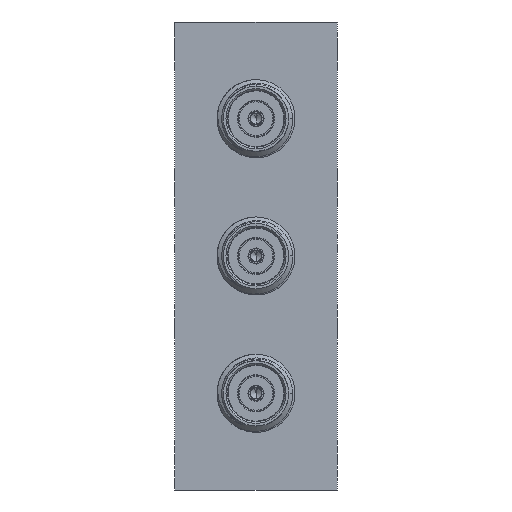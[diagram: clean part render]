
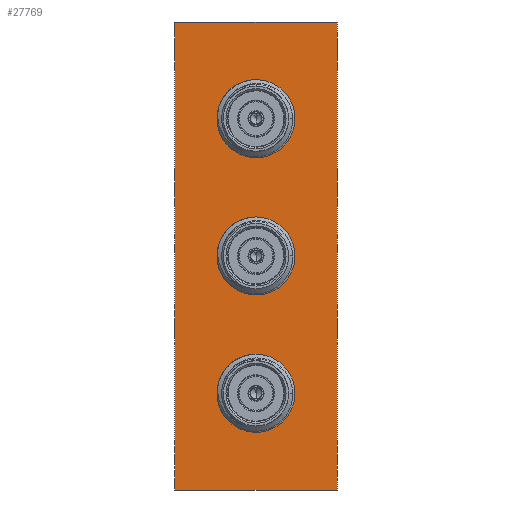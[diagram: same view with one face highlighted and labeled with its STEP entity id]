
A CAD part, front view. The second image highlights one B-rep face of the part: STEP entity #27769.
In plain terms, the highlighted planar face has unit normal (0, -1, 0).
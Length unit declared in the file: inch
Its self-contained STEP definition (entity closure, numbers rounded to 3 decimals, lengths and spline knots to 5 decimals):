
#55 = VERTEX_POINT ( 'NONE', #23340 ) ;
#812 = EDGE_CURVE ( 'NONE', #16041, #15252, #16585, .T. ) ;
#1646 = CIRCLE ( 'NONE', #12487, 0.1115 ) ;
#2052 = DIRECTION ( 'NONE',  ( -1., 0., 0. ) ) ;
#2217 = CARTESIAN_POINT ( 'NONE',  ( 0., -0.265, -0.75 ) ) ;
#2296 = PLANE ( 'NONE',  #19140 ) ;
#2462 = FACE_BOUND ( 'NONE', #22677, .T. ) ;
#2582 = CARTESIAN_POINT ( 'NONE',  ( 0., -0.265, 0.3285 ) ) ;
#2880 = VERTEX_POINT ( 'NONE', #12969 ) ;
#3083 = DIRECTION ( 'NONE',  ( 0., 0., -1. ) ) ;
#3188 = CARTESIAN_POINT ( 'NONE',  ( 0., -0.265, 0.44 ) ) ;
#3806 = CARTESIAN_POINT ( 'NONE',  ( -0.26, -0.265, 0. ) ) ;
#4039 = CIRCLE ( 'NONE', #8182, 0.1115 ) ;
#4164 = CARTESIAN_POINT ( 'NONE',  ( 0., -0.265, -0.44 ) ) ;
#4221 = VECTOR ( 'NONE', #2052, 39.37008 ) ;
#5475 = VERTEX_POINT ( 'NONE', #9958 ) ;
#5515 = CARTESIAN_POINT ( 'NONE',  ( 0., -0.265, -0.44 ) ) ;
#5517 = LINE ( 'NONE', #5668, #8272 ) ;
#5668 = CARTESIAN_POINT ( 'NONE',  ( 0.26, -0.265, 0. ) ) ;
#5978 = EDGE_CURVE ( 'NONE', #10630, #15671, #25052, .T. ) ;
#7325 = FACE_OUTER_BOUND ( 'NONE', #17250, .T. ) ;
#7365 = CARTESIAN_POINT ( 'NONE',  ( -0.26, -0.265, -0.75 ) ) ;
#7714 = VERTEX_POINT ( 'NONE', #9848 ) ;
#7721 = ORIENTED_EDGE ( 'NONE', *, *, #14689, .F. ) ;
#7785 = DIRECTION ( 'NONE',  ( 0., -1., 0. ) ) ;
#8041 = DIRECTION ( 'NONE',  ( 0., 0., -1. ) ) ;
#8182 = AXIS2_PLACEMENT_3D ( 'NONE', #4164, #23421, #16303 ) ;
#8190 = CARTESIAN_POINT ( 'NONE',  ( 0., -0.265, -0.5515 ) ) ;
#8272 = VECTOR ( 'NONE', #3083, 39.37008 ) ;
#8536 = EDGE_CURVE ( 'NONE', #5475, #29998, #1646, .T. ) ;
#8981 = DIRECTION ( 'NONE',  ( 0., 0., 1. ) ) ;
#9576 = DIRECTION ( 'NONE',  ( 1., 0., 0. ) ) ;
#9848 = CARTESIAN_POINT ( 'NONE',  ( -0.26, -0.265, 0.75 ) ) ;
#9896 = CARTESIAN_POINT ( 'NONE',  ( 0., -0.265, 0. ) ) ;
#9958 = CARTESIAN_POINT ( 'NONE',  ( 0., -0.265, -0.1115 ) ) ;
#10011 = EDGE_LOOP ( 'NONE', ( #10796, #7721 ) ) ;
#10029 = AXIS2_PLACEMENT_3D ( 'NONE', #5515, #7785, #15381 ) ;
#10630 = VERTEX_POINT ( 'NONE', #8190 ) ;
#10796 = ORIENTED_EDGE ( 'NONE', *, *, #5978, .F. ) ;
#10809 = VERTEX_POINT ( 'NONE', #7365 ) ;
#11387 = VECTOR ( 'NONE', #9576, 39.37008 ) ;
#11996 = CARTESIAN_POINT ( 'NONE',  ( 0., -0.265, 0.75 ) ) ;
#12276 = ORIENTED_EDGE ( 'NONE', *, *, #812, .F. ) ;
#12487 = AXIS2_PLACEMENT_3D ( 'NONE', #20012, #17446, #17922 ) ;
#12910 = ORIENTED_EDGE ( 'NONE', *, *, #26731, .F. ) ;
#12969 = CARTESIAN_POINT ( 'NONE',  ( 0.26, -0.265, 0.75 ) ) ;
#13316 = CARTESIAN_POINT ( 'NONE',  ( 0., -0.265, 0. ) ) ;
#13742 = EDGE_LOOP ( 'NONE', ( #16920, #12910 ) ) ;
#14024 = LINE ( 'NONE', #2217, #4221 ) ;
#14597 = FACE_BOUND ( 'NONE', #13742, .T. ) ;
#14689 = EDGE_CURVE ( 'NONE', #15671, #10630, #4039, .T. ) ;
#14741 = DIRECTION ( 'NONE',  ( 0., 0., -1. ) ) ;
#14908 = DIRECTION ( 'NONE',  ( 0., 0., 1. ) ) ;
#15046 = AXIS2_PLACEMENT_3D ( 'NONE', #3188, #17727, #8041 ) ;
#15146 = CARTESIAN_POINT ( 'NONE',  ( 0., -0.265, 0.1115 ) ) ;
#15252 = VERTEX_POINT ( 'NONE', #2582 ) ;
#15381 = DIRECTION ( 'NONE',  ( 0., 0., -1. ) ) ;
#15424 = DIRECTION ( 'NONE',  ( 0., -1., 0. ) ) ;
#15528 = AXIS2_PLACEMENT_3D ( 'NONE', #13316, #15424, #22851 ) ;
#15671 = VERTEX_POINT ( 'NONE', #18333 ) ;
#15778 = EDGE_CURVE ( 'NONE', #10809, #7714, #16579, .T. ) ;
#16041 = VERTEX_POINT ( 'NONE', #20259 ) ;
#16127 = CIRCLE ( 'NONE', #18678, 0.1115 ) ;
#16303 = DIRECTION ( 'NONE',  ( 0., 0., -1. ) ) ;
#16579 = LINE ( 'NONE', #3806, #28305 ) ;
#16585 = CIRCLE ( 'NONE', #15046, 0.1115 ) ;
#16920 = ORIENTED_EDGE ( 'NONE', *, *, #8536, .F. ) ;
#17166 = CARTESIAN_POINT ( 'NONE',  ( 0., -0.265, 0.44 ) ) ;
#17250 = EDGE_LOOP ( 'NONE', ( #18278, #18848, #27840, #24042 ) ) ;
#17446 = DIRECTION ( 'NONE',  ( 0., -1., 0. ) ) ;
#17727 = DIRECTION ( 'NONE',  ( 0., -1., 0. ) ) ;
#17922 = DIRECTION ( 'NONE',  ( 0., 0., -1. ) ) ;
#18278 = ORIENTED_EDGE ( 'NONE', *, *, #21959, .F. ) ;
#18333 = CARTESIAN_POINT ( 'NONE',  ( 0., -0.265, -0.3285 ) ) ;
#18678 = AXIS2_PLACEMENT_3D ( 'NONE', #17166, #29666, #14741 ) ;
#18848 = ORIENTED_EDGE ( 'NONE', *, *, #15778, .F. ) ;
#19140 = AXIS2_PLACEMENT_3D ( 'NONE', #9896, #19743, #14908 ) ;
#19743 = DIRECTION ( 'NONE',  ( 0., 1., 0. ) ) ;
#20012 = CARTESIAN_POINT ( 'NONE',  ( 0., -0.265, 0. ) ) ;
#20259 = CARTESIAN_POINT ( 'NONE',  ( 0., -0.265, 0.5515 ) ) ;
#20635 = CIRCLE ( 'NONE', #15528, 0.1115 ) ;
#21959 = EDGE_CURVE ( 'NONE', #7714, #2880, #26924, .T. ) ;
#22677 = EDGE_LOOP ( 'NONE', ( #26763, #12276 ) ) ;
#22851 = DIRECTION ( 'NONE',  ( 0., 0., -1. ) ) ;
#23340 = CARTESIAN_POINT ( 'NONE',  ( 0.26, -0.265, -0.75 ) ) ;
#23421 = DIRECTION ( 'NONE',  ( 0., -1., 0. ) ) ;
#24042 = ORIENTED_EDGE ( 'NONE', *, *, #26956, .F. ) ;
#24467 = FACE_BOUND ( 'NONE', #10011, .T. ) ;
#25052 = CIRCLE ( 'NONE', #10029, 0.1115 ) ;
#25402 = EDGE_CURVE ( 'NONE', #55, #10809, #14024, .T. ) ;
#26731 = EDGE_CURVE ( 'NONE', #29998, #5475, #20635, .T. ) ;
#26763 = ORIENTED_EDGE ( 'NONE', *, *, #29874, .F. ) ;
#26924 = LINE ( 'NONE', #11996, #11387 ) ;
#26956 = EDGE_CURVE ( 'NONE', #2880, #55, #5517, .T. ) ;
#27769 = ADVANCED_FACE ( 'NONE', ( #7325, #2462, #14597, #24467 ), #2296, .F. ) ;
#27840 = ORIENTED_EDGE ( 'NONE', *, *, #25402, .F. ) ;
#28305 = VECTOR ( 'NONE', #8981, 39.37008 ) ;
#29666 = DIRECTION ( 'NONE',  ( 0., -1., 0. ) ) ;
#29874 = EDGE_CURVE ( 'NONE', #15252, #16041, #16127, .T. ) ;
#29998 = VERTEX_POINT ( 'NONE', #15146 ) ;
